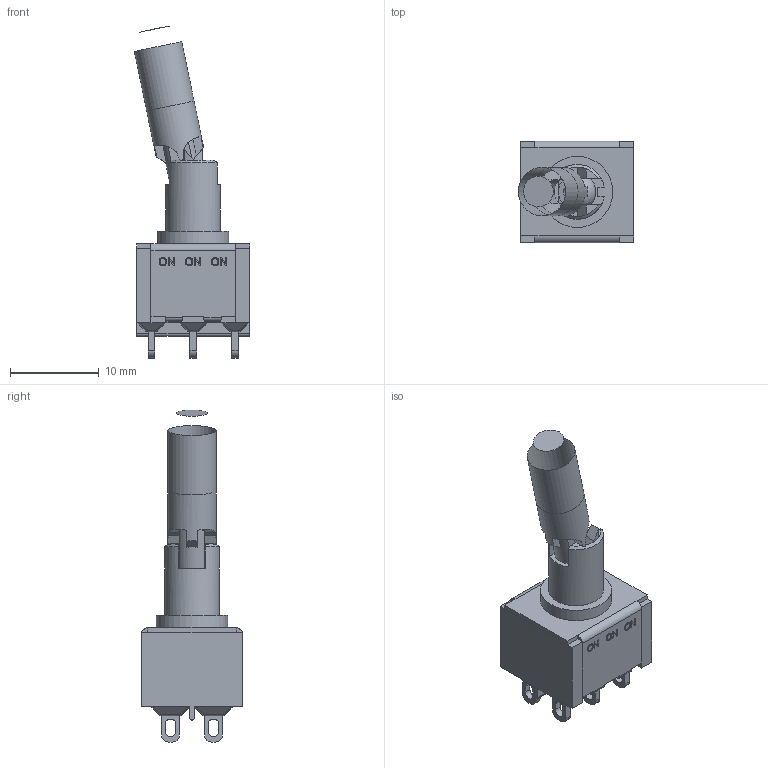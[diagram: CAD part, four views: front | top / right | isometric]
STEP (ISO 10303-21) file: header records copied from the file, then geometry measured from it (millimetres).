
FILE_DESCRIPTION(/* description */ (''),/* implementation_level */ '2;1');
FILE_NAME(/* name */ '100DPxK2B25M1xE.stp',/* time_stamp */ '2018-07-11T09:12:02-05:00',/* author */ ('mroman'),/* organization */ (''),/* preprocessor_version */ 'ST-DEVELOPER v17',/* originating_system */ 'Autodesk Inventor 2018',/* authorisation */ '');
FILE_SCHEMA (('AUTOMOTIVE_DESIGN { 1 0 10303 214 3 1 1 }'));
Length unit declared in the file: millimetre
Products named in the file (1): 100DPxK2B25M1xE
Bounding box: 12.97 x 11.43 x 37.34 mm (x, y, z)
Volume: 1254.9 mm3; surface area: 2184.2 mm2
Topology: 1 solids, 2 shells, 484 faces, 1291 edges, 808 vertices
Faces by surface type: plane 331, cylinder 101, sphere 25, bspline 24, cone 3
Full cylindrical faces by diameter (mm): 1.5 x1, 4.2 x1, 5.44 x2, 8 x1
Entity records: 15132 total; most frequent: CARTESIAN_POINT 3174, ORIENTED_EDGE 2532, DIRECTION 2373, EDGE_CURVE 1266, LINE 939, VECTOR 939, VERTEX_POINT 808, AXIS2_PLACEMENT_3D 717
